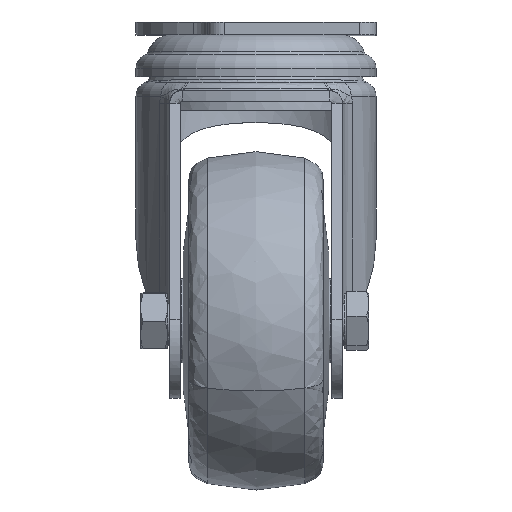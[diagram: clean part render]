
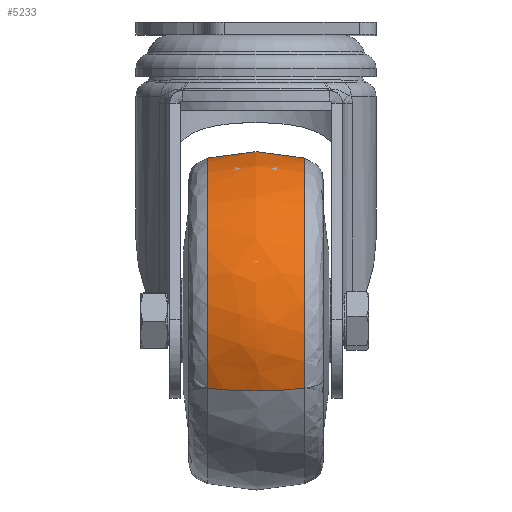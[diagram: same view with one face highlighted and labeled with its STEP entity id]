
A CAD part, top view. The second image highlights one B-rep face of the part: STEP entity #5233.
In plain terms, the highlighted free-form (B-spline) face has degree [3, 3] with [5, 4] control points.
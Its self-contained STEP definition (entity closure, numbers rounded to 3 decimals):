
#292=(
BOUNDED_SURFACE()
B_SPLINE_SURFACE(3,3,((#17885,#17886,#17887,#17888),(#17889,#17890,#17891,
#17892),(#17893,#17894,#17895,#17896),(#17897,#17898,#17899,#17900),(#17901,
#17902,#17903,#17904)),.UNSPECIFIED.,.F.,.F.,.F.)
B_SPLINE_SURFACE_WITH_KNOTS((4,1,4),(4,4),(0.,0.5,1.),(0.,1.),
 .UNSPECIFIED.)
GEOMETRIC_REPRESENTATION_ITEM()
RATIONAL_B_SPLINE_SURFACE(((1.,0.333,0.333,1.),
(1.,0.333,0.333,1.),(1.,0.333,0.333,
1.),(1.,0.333,0.333,1.),(1.,0.333,0.333,
1.)))
REPRESENTATION_ITEM('')
SURFACE()
);
#1161=B_SPLINE_CURVE_WITH_KNOTS('',3,(#17908,#17909,#17910,#17911,#17912),
 .UNSPECIFIED.,.F.,.F.,(4,1,4),(0.,0.5,1.),.UNSPECIFIED.);
#1162=B_SPLINE_CURVE_WITH_KNOTS('',3,(#17913,#17914,#17915,#17916,#17917),
 .UNSPECIFIED.,.F.,.F.,(4,1,4),(0.,0.5,1.),.UNSPECIFIED.);
#1421=FACE_OUTER_BOUND('',#1740,.T.);
#1740=EDGE_LOOP('',(#4737,#4738,#4739,#4740));
#1975=CIRCLE('',#5790,38.734);
#1977=CIRCLE('',#5792,38.734);
#2512=VERTEX_POINT('',#17871);
#2513=VERTEX_POINT('',#17872);
#2516=VERTEX_POINT('',#17905);
#2517=VERTEX_POINT('',#17906);
#3268=EDGE_CURVE('',#2512,#2513,#1975,.T.);
#3272=EDGE_CURVE('',#2516,#2517,#1977,.T.);
#3273=EDGE_CURVE('',#2516,#2512,#1161,.T.);
#3274=EDGE_CURVE('',#2517,#2513,#1162,.T.);
#4737=ORIENTED_EDGE('',*,*,#3272,.F.);
#4738=ORIENTED_EDGE('',*,*,#3273,.T.);
#4739=ORIENTED_EDGE('',*,*,#3268,.T.);
#4740=ORIENTED_EDGE('',*,*,#3274,.F.);
#5233=ADVANCED_FACE('',(#1421),#292,.T.);
#5790=AXIS2_PLACEMENT_3D('',#17873,#6926,#6927);
#5792=AXIS2_PLACEMENT_3D('',#17907,#6930,#6931);
#6926=DIRECTION('center_axis',(1.,0.,0.));
#6927=DIRECTION('ref_axis',(0.,0.,-1.));
#6930=DIRECTION('center_axis',(1.,0.,0.));
#6931=DIRECTION('ref_axis',(0.,0.,-1.));
#17871=CARTESIAN_POINT('',(-11.519,-38.734,0.));
#17872=CARTESIAN_POINT('',(-11.519,38.734,0.));
#17873=CARTESIAN_POINT('Origin',(-11.519,0.,0.));
#17885=CARTESIAN_POINT('Ctrl Pts',(11.519,-38.734,0.));
#17886=CARTESIAN_POINT('Ctrl Pts',(11.519,-38.734,-77.468));
#17887=CARTESIAN_POINT('Ctrl Pts',(11.519,38.734,-77.468));
#17888=CARTESIAN_POINT('Ctrl Pts',(11.519,38.734,0.));
#17889=CARTESIAN_POINT('Ctrl Pts',(7.835,-39.919,0.));
#17890=CARTESIAN_POINT('Ctrl Pts',(7.835,-39.919,-79.838));
#17891=CARTESIAN_POINT('Ctrl Pts',(7.835,39.919,-79.838));
#17892=CARTESIAN_POINT('Ctrl Pts',(7.835,39.919,0.));
#17893=CARTESIAN_POINT('Ctrl Pts',(-0.051,-40.736,
0.));
#17894=CARTESIAN_POINT('Ctrl Pts',(-0.051,-40.736,
-81.473));
#17895=CARTESIAN_POINT('Ctrl Pts',(-0.051,40.736,
-81.473));
#17896=CARTESIAN_POINT('Ctrl Pts',(-0.051,40.736,
0.));
#17897=CARTESIAN_POINT('Ctrl Pts',(-7.734,-39.952,
0.));
#17898=CARTESIAN_POINT('Ctrl Pts',(-7.734,-39.952,
-79.904));
#17899=CARTESIAN_POINT('Ctrl Pts',(-7.734,39.952,-79.904));
#17900=CARTESIAN_POINT('Ctrl Pts',(-7.734,39.952,0.));
#17901=CARTESIAN_POINT('Ctrl Pts',(-11.519,-38.734,
0.));
#17902=CARTESIAN_POINT('Ctrl Pts',(-11.519,-38.734,
-77.468));
#17903=CARTESIAN_POINT('Ctrl Pts',(-11.519,38.734,-77.468));
#17904=CARTESIAN_POINT('Ctrl Pts',(-11.519,38.734,0.));
#17905=CARTESIAN_POINT('',(11.519,-38.734,0.));
#17906=CARTESIAN_POINT('',(11.519,38.734,0.));
#17907=CARTESIAN_POINT('Origin',(11.519,0.,0.));
#17908=CARTESIAN_POINT('Ctrl Pts',(11.519,-38.734,0.));
#17909=CARTESIAN_POINT('Ctrl Pts',(7.835,-39.919,0.));
#17910=CARTESIAN_POINT('Ctrl Pts',(-0.051,-40.736,
0.));
#17911=CARTESIAN_POINT('Ctrl Pts',(-7.734,-39.952,
0.));
#17912=CARTESIAN_POINT('Ctrl Pts',(-11.519,-38.734,
0.));
#17913=CARTESIAN_POINT('Ctrl Pts',(11.519,38.734,0.));
#17914=CARTESIAN_POINT('Ctrl Pts',(7.835,39.919,0.));
#17915=CARTESIAN_POINT('Ctrl Pts',(-0.051,40.736,
0.));
#17916=CARTESIAN_POINT('Ctrl Pts',(-7.734,39.952,0.));
#17917=CARTESIAN_POINT('Ctrl Pts',(-11.519,38.734,0.));
